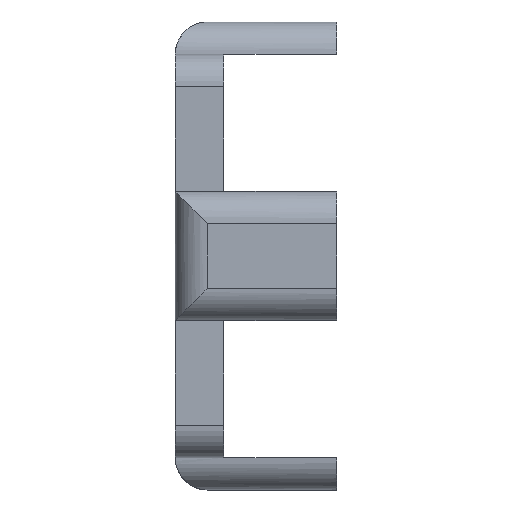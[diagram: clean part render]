
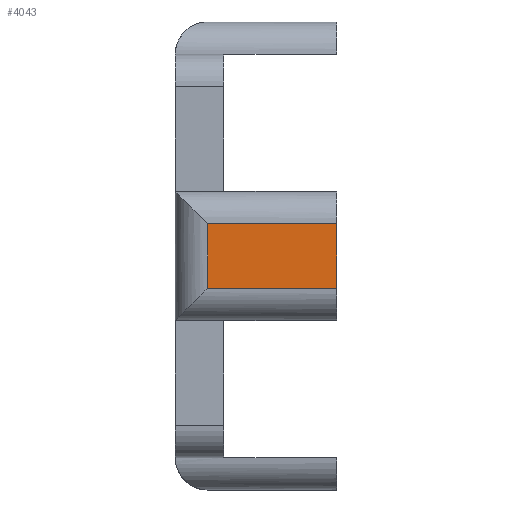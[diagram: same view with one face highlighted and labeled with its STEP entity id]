
A CAD part, left-side view. The second image highlights one B-rep face of the part: STEP entity #4043.
In plain terms, the highlighted planar face has unit normal (-1, 0, 0).
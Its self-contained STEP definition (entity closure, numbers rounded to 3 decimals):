
#134 = VECTOR ( 'NONE', #3387, 1000. ) ;
#189 = CARTESIAN_POINT ( 'NONE',  ( -14.5, -7., -4. ) ) ;
#394 = DIRECTION ( 'NONE',  ( 0., 0., -1. ) ) ;
#410 = VERTEX_POINT ( 'NONE', #1591 ) ;
#484 = LINE ( 'NONE', #189, #134 ) ;
#531 = AXIS2_PLACEMENT_3D ( 'NONE', #3858, #2832, #953 ) ;
#630 = VERTEX_POINT ( 'NONE', #4073 ) ;
#704 = DIRECTION ( 'NONE',  ( 0., 1., 0. ) ) ;
#908 = PLANE ( 'NONE',  #531 ) ;
#921 = VERTEX_POINT ( 'NONE', #1949 ) ;
#953 = DIRECTION ( 'NONE',  ( 0., 0., 1. ) ) ;
#1029 = LINE ( 'NONE', #3993, #2897 ) ;
#1060 = VERTEX_POINT ( 'NONE', #2769 ) ;
#1315 = LINE ( 'NONE', #3540, #1894 ) ;
#1347 = VECTOR ( 'NONE', #3760, 1000. ) ;
#1434 = EDGE_CURVE ( 'NONE', #921, #1060, #3380, .T. ) ;
#1591 = CARTESIAN_POINT ( 'NONE',  ( -14.5, -7., 2. ) ) ;
#1642 = EDGE_CURVE ( 'NONE', #630, #921, #1029, .T. ) ;
#1894 = VECTOR ( 'NONE', #704, 1000. ) ;
#1949 = CARTESIAN_POINT ( 'NONE',  ( -14.5, 1., -2. ) ) ;
#2415 = CARTESIAN_POINT ( 'NONE',  ( -14.5, -7., -2. ) ) ;
#2562 = ORIENTED_EDGE ( 'NONE', *, *, #3714, .T. ) ;
#2598 = EDGE_LOOP ( 'NONE', ( #3723, #2562, #3367, #3119 ) ) ;
#2756 = EDGE_CURVE ( 'NONE', #1060, #410, #484, .T. ) ;
#2769 = CARTESIAN_POINT ( 'NONE',  ( -14.5, -7., -2. ) ) ;
#2832 = DIRECTION ( 'NONE',  ( -1., 0., 0. ) ) ;
#2897 = VECTOR ( 'NONE', #394, 1000. ) ;
#3119 = ORIENTED_EDGE ( 'NONE', *, *, #1434, .T. ) ;
#3239 = FACE_OUTER_BOUND ( 'NONE', #2598, .T. ) ;
#3367 = ORIENTED_EDGE ( 'NONE', *, *, #1642, .T. ) ;
#3380 = LINE ( 'NONE', #2415, #1347 ) ;
#3387 = DIRECTION ( 'NONE',  ( 0., 0., 1. ) ) ;
#3540 = CARTESIAN_POINT ( 'NONE',  ( -14.5, -7., 2. ) ) ;
#3714 = EDGE_CURVE ( 'NONE', #410, #630, #1315, .T. ) ;
#3723 = ORIENTED_EDGE ( 'NONE', *, *, #2756, .T. ) ;
#3760 = DIRECTION ( 'NONE',  ( 0., -1., 0. ) ) ;
#3858 = CARTESIAN_POINT ( 'NONE',  ( -14.5, -7., -4. ) ) ;
#3993 = CARTESIAN_POINT ( 'NONE',  ( -14.5, 1., -4. ) ) ;
#4043 = ADVANCED_FACE ( 'NONE', ( #3239 ), #908, .T. ) ;
#4073 = CARTESIAN_POINT ( 'NONE',  ( -14.5, 1., 2. ) ) ;
